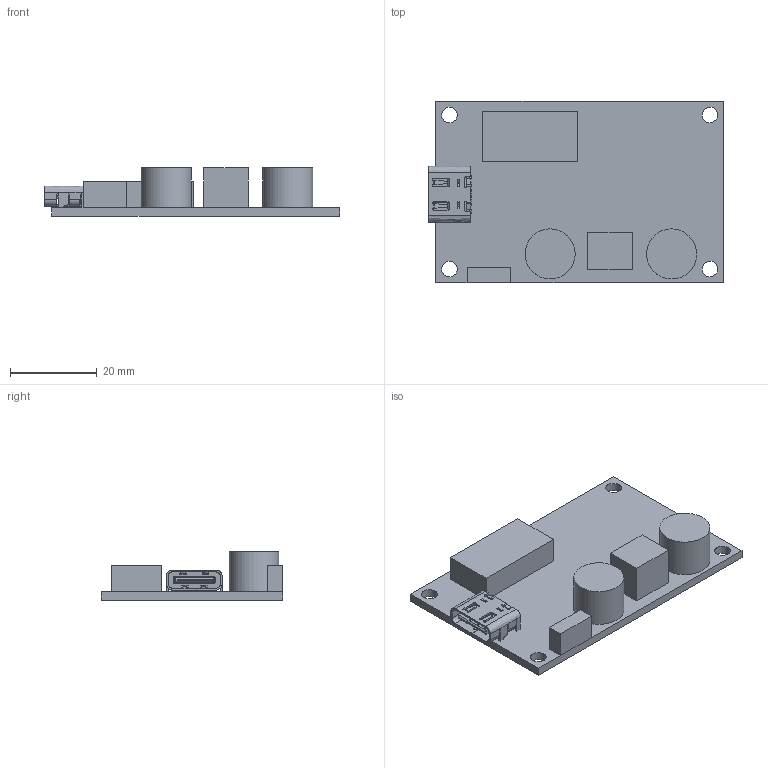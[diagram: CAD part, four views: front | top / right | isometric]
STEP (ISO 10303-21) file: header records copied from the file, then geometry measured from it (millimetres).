
FILE_DESCRIPTION(('FreeCAD Model'),'2;1');
FILE_NAME('Open CASCADE Shape Model','2025-05-03T21:42:00',('FreeCAD'),( 'FreeCAD'),'Open CASCADE STEP processor 7.6','FreeCAD','Unknown');
FILE_SCHEMA(('AUTOMOTIVE_DESIGN { 1 0 10303 214 1 1 1 1 }'));
Length unit declared in the file: millimetre
Products named in the file (1): Open CASCADE STEP translator 7.6 1
Bounding box: 68.19 x 41.91 x 11.22 mm (x, y, z)
Volume: 10338.4 mm3; surface area: 8641.9 mm2
Topology: 17 solids, 17 shells, 544 faces, 1495 edges, 978 vertices
Faces by surface type: bspline 544
Entity records: 15894 total; most frequent: CARTESIAN_POINT 7116, ORIENTED_EDGE 2990, EDGE_CURVE 1495, B_SPLINE_CURVE_WITH_KNOTS 1193, VERTEX_POINT 978, FACE_BOUND 569, EDGE_LOOP 569, ADVANCED_FACE 544
